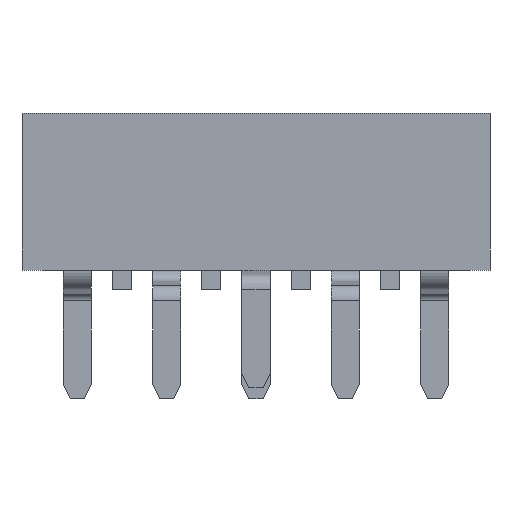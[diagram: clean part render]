
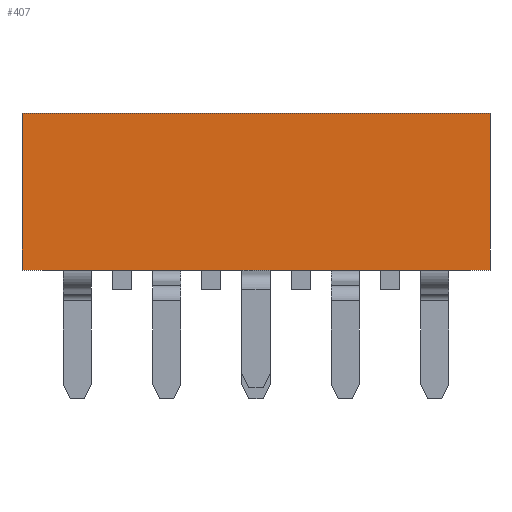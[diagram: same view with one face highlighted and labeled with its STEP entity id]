
A CAD part, front view. The second image highlights one B-rep face of the part: STEP entity #407.
In plain terms, the highlighted planar face has unit normal (0, -1, 0).
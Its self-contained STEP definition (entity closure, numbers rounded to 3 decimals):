
#407 = ADVANCED_FACE( '', ( #912 ), #913, .F. );
#912 = FACE_OUTER_BOUND( '', #1518, .T. );
#913 = PLANE( '', #1519 );
#1518 = EDGE_LOOP( '', ( #2761, #2762, #2763, #2764 ) );
#1519 = AXIS2_PLACEMENT_3D( '', #2765, #2766, #2767 );
#2761 = ORIENTED_EDGE( '', *, *, #4066, .F. );
#2762 = ORIENTED_EDGE( '', *, *, #3967, .F. );
#2763 = ORIENTED_EDGE( '', *, *, #4067, .F. );
#2764 = ORIENTED_EDGE( '', *, *, #4068, .F. );
#2765 = CARTESIAN_POINT( '', ( 0., -1.27, 0. ) );
#2766 = DIRECTION( '', ( 0., 1., 0. ) );
#2767 = DIRECTION( '', ( 0., 0., 1. ) );
#3967 = EDGE_CURVE( '', #4878, #4880, #4881, .T. );
#4066 = EDGE_CURVE( '', #4880, #5016, #5017, .T. );
#4067 = EDGE_CURVE( '', #5018, #4878, #5019, .T. );
#4068 = EDGE_CURVE( '', #5016, #5018, #5020, .T. );
#4878 = VERTEX_POINT( '', #6248 );
#4880 = VERTEX_POINT( '', #6251 );
#4881 = LINE( '', #6252, #6253 );
#5016 = VERTEX_POINT( '', #6493 );
#5017 = LINE( '', #6494, #6495 );
#5018 = VERTEX_POINT( '', #6496 );
#5019 = LINE( '', #6497, #6498 );
#5020 = LINE( '', #6499, #6500 );
#6248 = CARTESIAN_POINT( '', ( 6.65, -1.27, -2.225 ) );
#6251 = CARTESIAN_POINT( '', ( -6.65, -1.27, -2.225 ) );
#6252 = CARTESIAN_POINT( '', ( 6.65, -1.27, -2.225 ) );
#6253 = VECTOR( '', #7246, 1000. );
#6493 = CARTESIAN_POINT( '', ( -6.65, -1.27, 2.225 ) );
#6494 = CARTESIAN_POINT( '', ( -6.65, -1.27, -2.225 ) );
#6495 = VECTOR( '', #7343, 1000. );
#6496 = CARTESIAN_POINT( '', ( 6.65, -1.27, 2.225 ) );
#6497 = CARTESIAN_POINT( '', ( 6.65, -1.27, 2.225 ) );
#6498 = VECTOR( '', #7344, 1000. );
#6499 = CARTESIAN_POINT( '', ( -6.65, -1.27, 2.225 ) );
#6500 = VECTOR( '', #7345, 1000. );
#7246 = DIRECTION( '', ( -1., 0., 0. ) );
#7343 = DIRECTION( '', ( 0., 0., 1. ) );
#7344 = DIRECTION( '', ( 0., 0., -1. ) );
#7345 = DIRECTION( '', ( 1., 0., 0. ) );
